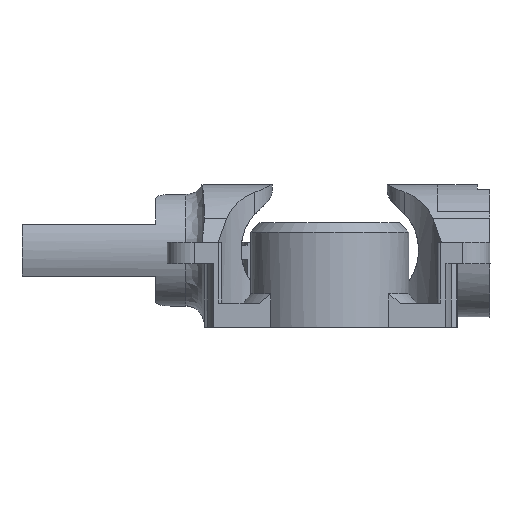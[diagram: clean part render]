
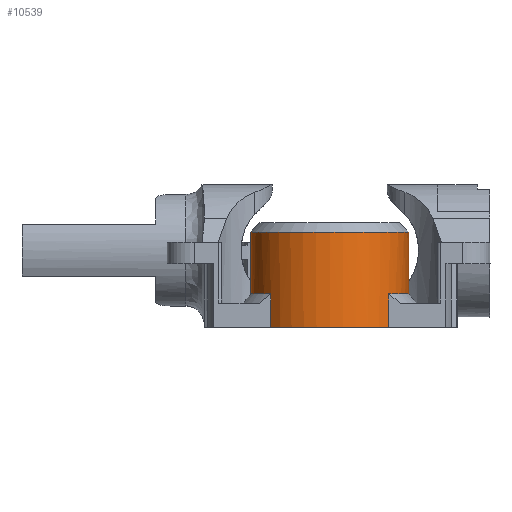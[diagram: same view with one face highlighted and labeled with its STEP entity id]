
A CAD part, left-side view. The second image highlights one B-rep face of the part: STEP entity #10539.
In plain terms, the highlighted cylindrical face has radius 13 mm (diameter 26 mm), a full revolution.
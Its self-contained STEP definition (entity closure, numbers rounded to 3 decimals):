
#251=CIRCLE('',#10795,13.);
#252=CIRCLE('',#10796,13.);
#282=CIRCLE('',#10839,13.);
#284=CIRCLE('',#10842,13.);
#285=CIRCLE('',#10843,13.);
#286=CIRCLE('',#10844,13.);
#431=CYLINDRICAL_SURFACE('',#10841,13.);
#916=FACE_OUTER_BOUND('',#1505,.T.);
#1505=EDGE_LOOP('',(#8956,#8957,#8958,#8959,#8960,#8961,#8962,#8963,#8964,
#8965,#8966,#8967));
#2186=LINE('',#21653,#2862);
#2187=LINE('',#21655,#2863);
#2188=LINE('',#21659,#2864);
#2189=LINE('',#21662,#2865);
#2190=LINE('',#21663,#2866);
#2862=VECTOR('',#11948,13.);
#2863=VECTOR('',#11949,10.);
#2864=VECTOR('',#11952,10.);
#2865=VECTOR('',#11955,10.);
#2866=VECTOR('',#11956,10.);
#4620=VERTEX_POINT('',#21534);
#4621=VERTEX_POINT('',#21536);
#4622=VERTEX_POINT('',#21538);
#4659=VERTEX_POINT('',#21634);
#4660=VERTEX_POINT('',#21638);
#4662=VERTEX_POINT('',#21651);
#4663=VERTEX_POINT('',#21654);
#4664=VERTEX_POINT('',#21656);
#4665=VERTEX_POINT('',#21658);
#4666=VERTEX_POINT('',#21660);
#6106=EDGE_CURVE('',#4621,#4620,#251,.T.);
#6107=EDGE_CURVE('',#4622,#4621,#252,.T.);
#6154=EDGE_CURVE('',#4659,#4660,#282,.T.);
#6157=EDGE_CURVE('',#4662,#4662,#284,.T.);
#6158=EDGE_CURVE('',#4662,#4621,#2186,.T.);
#6159=EDGE_CURVE('',#4663,#4620,#2187,.T.);
#6160=EDGE_CURVE('',#4664,#4663,#285,.T.);
#6161=EDGE_CURVE('',#4665,#4664,#2188,.T.);
#6162=EDGE_CURVE('',#4666,#4665,#286,.T.);
#6163=EDGE_CURVE('',#4666,#4660,#2189,.T.);
#6164=EDGE_CURVE('',#4622,#4659,#2190,.T.);
#8956=ORIENTED_EDGE('',*,*,#6157,.F.);
#8957=ORIENTED_EDGE('',*,*,#6158,.T.);
#8958=ORIENTED_EDGE('',*,*,#6106,.T.);
#8959=ORIENTED_EDGE('',*,*,#6159,.F.);
#8960=ORIENTED_EDGE('',*,*,#6160,.F.);
#8961=ORIENTED_EDGE('',*,*,#6161,.F.);
#8962=ORIENTED_EDGE('',*,*,#6162,.F.);
#8963=ORIENTED_EDGE('',*,*,#6163,.T.);
#8964=ORIENTED_EDGE('',*,*,#6154,.F.);
#8965=ORIENTED_EDGE('',*,*,#6164,.F.);
#8966=ORIENTED_EDGE('',*,*,#6107,.T.);
#8967=ORIENTED_EDGE('',*,*,#6158,.F.);
#10539=ADVANCED_FACE('',(#916),#431,.T.);
#10795=AXIS2_PLACEMENT_3D('',#21537,#11836,#11837);
#10796=AXIS2_PLACEMENT_3D('',#21539,#11838,#11839);
#10839=AXIS2_PLACEMENT_3D('',#21639,#11940,#11941);
#10841=AXIS2_PLACEMENT_3D('',#21650,#11944,#11945);
#10842=AXIS2_PLACEMENT_3D('',#21652,#11946,#11947);
#10843=AXIS2_PLACEMENT_3D('',#21657,#11950,#11951);
#10844=AXIS2_PLACEMENT_3D('',#21661,#11953,#11954);
#11836=DIRECTION('center_axis',(0.,0.,1.));
#11837=DIRECTION('ref_axis',(1.,0.,0.));
#11838=DIRECTION('center_axis',(0.,0.,1.));
#11839=DIRECTION('ref_axis',(1.,0.,0.));
#11940=DIRECTION('center_axis',(0.,0.,-1.));
#11941=DIRECTION('ref_axis',(-1.,0.,0.));
#11944=DIRECTION('center_axis',(0.,0.,1.));
#11945=DIRECTION('ref_axis',(1.,0.,0.));
#11946=DIRECTION('center_axis',(0.,0.,1.));
#11947=DIRECTION('ref_axis',(1.,0.,0.));
#11948=DIRECTION('',(0.,0.,-1.));
#11949=DIRECTION('',(0.,0.,-1.));
#11950=DIRECTION('center_axis',(0.,0.,-1.));
#11951=DIRECTION('ref_axis',(-1.,0.,0.));
#11952=DIRECTION('',(0.,0.,1.));
#11953=DIRECTION('center_axis',(0.,0.,-1.));
#11954=DIRECTION('ref_axis',(1.,0.,0.));
#11955=DIRECTION('',(0.,0.,1.));
#11956=DIRECTION('',(0.,0.,1.));
#21534=CARTESIAN_POINT('',(-29.9,-9.705,0.));
#21536=CARTESIAN_POINT('',(-34.25,0.,0.));
#21537=CARTESIAN_POINT('Origin',(-21.25,0.,0.));
#21538=CARTESIAN_POINT('',(-29.9,9.705,0.));
#21539=CARTESIAN_POINT('Origin',(-21.25,0.,0.));
#21634=CARTESIAN_POINT('',(-29.9,9.705,5.5));
#21638=CARTESIAN_POINT('',(-21.25,13.,5.5));
#21639=CARTESIAN_POINT('Origin',(-21.25,0.,5.5));
#21650=CARTESIAN_POINT('Origin',(-21.25,0.,0.));
#21651=CARTESIAN_POINT('',(-34.25,0.,15.7));
#21652=CARTESIAN_POINT('Origin',(-21.25,0.,15.7));
#21653=CARTESIAN_POINT('',(-34.25,0.,0.));
#21654=CARTESIAN_POINT('',(-29.9,-9.705,5.5));
#21655=CARTESIAN_POINT('',(-29.9,-9.705,0.));
#21656=CARTESIAN_POINT('',(-21.25,-13.,5.5));
#21657=CARTESIAN_POINT('Origin',(-21.25,0.,5.5));
#21658=CARTESIAN_POINT('',(-21.25,-13.,5.2));
#21659=CARTESIAN_POINT('',(-21.25,-13.,0.));
#21660=CARTESIAN_POINT('',(-21.25,13.,5.2));
#21661=CARTESIAN_POINT('Origin',(-21.25,0.,5.2));
#21662=CARTESIAN_POINT('',(-21.25,13.,0.));
#21663=CARTESIAN_POINT('',(-29.9,9.705,0.));
